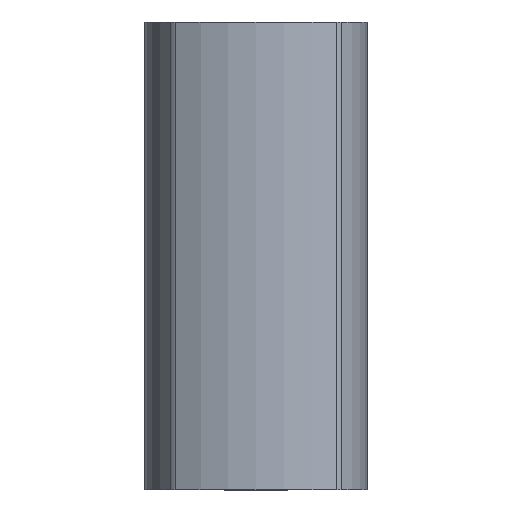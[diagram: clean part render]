
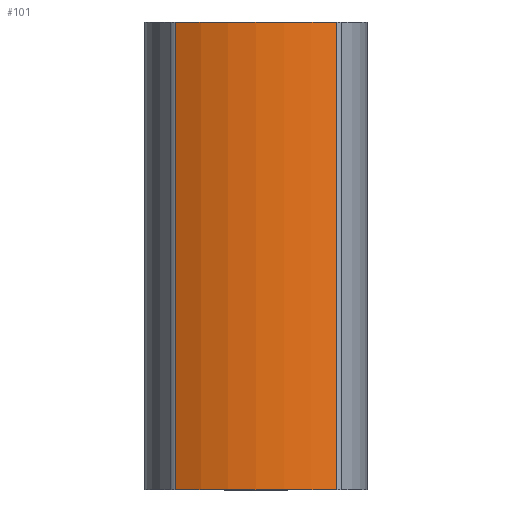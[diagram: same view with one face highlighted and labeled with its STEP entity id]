
A CAD part, top view. The second image highlights one B-rep face of the part: STEP entity #101.
In plain terms, the highlighted cylindrical face has radius 14.2 mm (diameter 28.4 mm), a partial arc.
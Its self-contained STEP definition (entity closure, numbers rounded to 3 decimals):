
#101=ADVANCED_FACE('',(#202),#203,.T.);
#202=FACE_OUTER_BOUND('',#304,.T.);
#203=CYLINDRICAL_SURFACE('',#305,14.2);
#304=EDGE_LOOP('',(#515,#516,#517,#518));
#305=AXIS2_PLACEMENT_3D('',#519,#520,#521);
#515=ORIENTED_EDGE('',*,*,#713,.T.);
#516=ORIENTED_EDGE('',*,*,#714,.F.);
#517=ORIENTED_EDGE('',*,*,#715,.T.);
#518=ORIENTED_EDGE('',*,*,#710,.T.);
#519=CARTESIAN_POINT('',(0.,0.0,-6.));
#520=DIRECTION('',(0.0,1.0,0.0));
#521=DIRECTION('',(-0.485,0.0,0.875));
#710=EDGE_CURVE('',#872,#870,#873,.T.);
#713=EDGE_CURVE('',#870,#876,#877,.T.);
#714=EDGE_CURVE('',#878,#876,#879,.T.);
#715=EDGE_CURVE('',#878,#872,#880,.T.);
#870=VERTEX_POINT('',#1088);
#872=VERTEX_POINT('',#1090);
#873=LINE('',#1091,#1092);
#876=VERTEX_POINT('',#1095);
#877=CIRCLE('',#1096,14.2);
#878=VERTEX_POINT('',#1097);
#879=LINE('',#1098,#1099);
#880=CIRCLE('',#1100,14.2);
#1088=CARTESIAN_POINT('',(6.885,40.0,6.419));
#1090=CARTESIAN_POINT('',(6.885,0.0,6.419));
#1091=CARTESIAN_POINT('',(6.885,0.0,6.419));
#1092=VECTOR('',#1242,1.0);
#1095=CARTESIAN_POINT('',(-6.885,40.0,6.419));
#1096=AXIS2_PLACEMENT_3D('',#1246,#1247,#1248);
#1097=CARTESIAN_POINT('',(-6.885,0.0,6.419));
#1098=CARTESIAN_POINT('',(-6.885,0.0,6.419));
#1099=VECTOR('',#1249,1.0);
#1100=AXIS2_PLACEMENT_3D('',#1250,#1251,#1252);
#1242=DIRECTION('',(0.0,1.0,0.0));
#1246=CARTESIAN_POINT('',(0.,40.0,-6.));
#1247=DIRECTION('',(0.0,-1.0,0.0));
#1248=DIRECTION('',(-0.485,0.0,0.875));
#1249=DIRECTION('',(0.0,1.0,0.0));
#1250=CARTESIAN_POINT('',(0.,0.0,-6.));
#1251=DIRECTION('',(0.0,1.0,0.0));
#1252=DIRECTION('',(-0.485,0.0,0.875));
